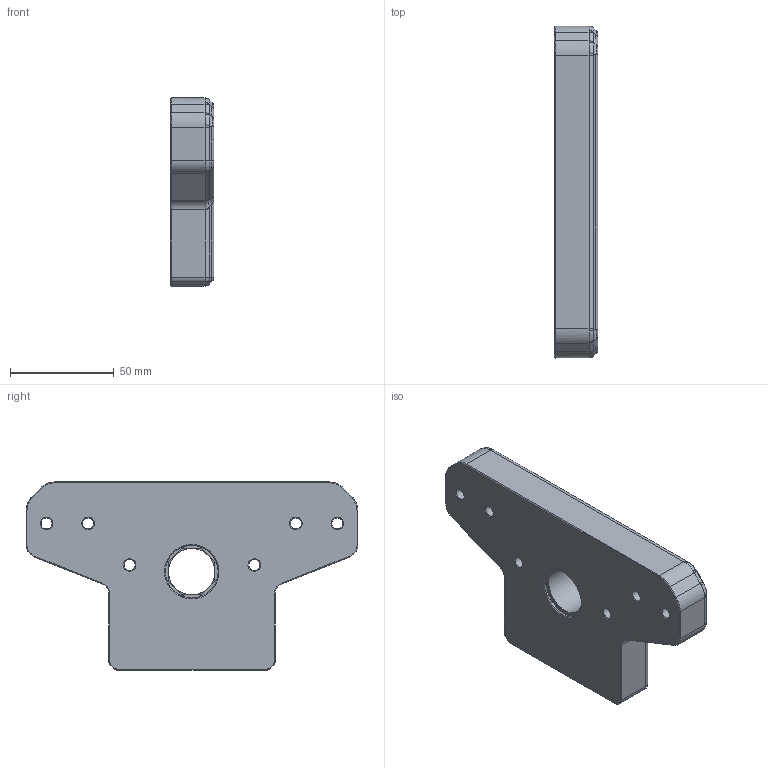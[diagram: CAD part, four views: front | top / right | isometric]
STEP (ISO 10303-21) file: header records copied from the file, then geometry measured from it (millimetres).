
FILE_DESCRIPTION(/* description */ (''),/* implementation_level */ '2;1');
FILE_NAME(/* name */ 'X Axis Bearing Block x1_LDO.step',/* time_stamp */ '2024-02-22T09:39:16-05:00',/* author */ (''),/* organization */ (''),/* preprocessor_version */ 'ST-DEVELOPER v20',/* originating_system */ 'Autodesk Translation Framework v12.20.1.177',/* authorisation */ '');
FILE_SCHEMA (('AUTOMOTIVE_DESIGN { 1 0 10303 214 3 1 1 }'));
Length unit declared in the file: millimetre
Products named in the file (1): FusionComponent
Bounding box: 21 x 159.76 x 90.55 mm (x, y, z)
Volume: 200635.5 mm3; surface area: 34221.9 mm2
Topology: 1 solids, 2 shells, 218 faces, 521 edges, 306 vertices
Faces by surface type: plane 94, cylinder 64, cone 32, bspline 22, sphere 4, torus 2
Full cylindrical faces by diameter (mm): 5.3 x6, 11 x6, 22.4 x1, 25.3 x1, 25.4 x1
Entity records: 6591 total; most frequent: CARTESIAN_POINT 1417, DIRECTION 1121, ORIENTED_EDGE 1038, EDGE_CURVE 519, AXIS2_PLACEMENT_3D 412, VERTEX_POINT 306, LINE 297, VECTOR 297
